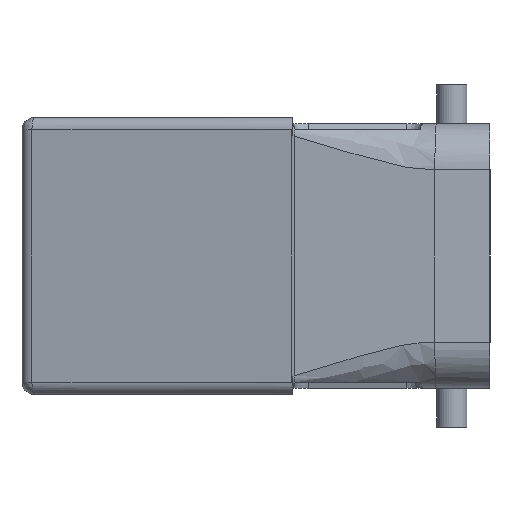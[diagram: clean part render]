
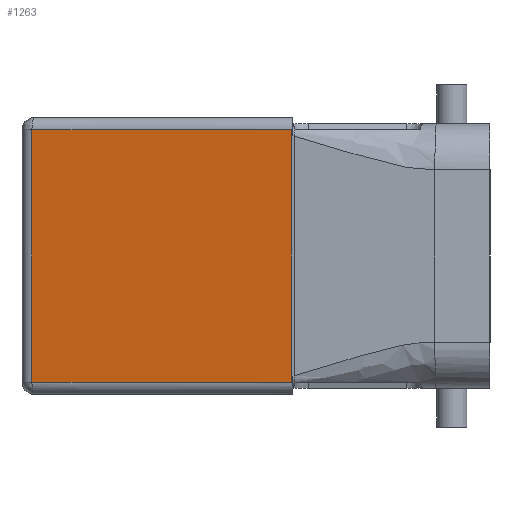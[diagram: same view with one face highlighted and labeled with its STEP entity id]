
A CAD part, left-side view. The second image highlights one B-rep face of the part: STEP entity #1263.
In plain terms, the highlighted planar face has unit normal (-0.982, 0.191, 0).
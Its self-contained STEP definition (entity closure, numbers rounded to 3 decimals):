
#1263=ADVANCED_FACE('',(#1643),#1463,.T.);
#1463=PLANE('',#5254);
#1643=FACE_OUTER_BOUND('',#1873,.T.);
#1873=EDGE_LOOP('',(#2645,#2646,#2647,#2648));
#2645=ORIENTED_EDGE('',*,*,#3904,.T.);
#2646=ORIENTED_EDGE('',*,*,#3905,.T.);
#2647=ORIENTED_EDGE('',*,*,#3906,.T.);
#2648=ORIENTED_EDGE('',*,*,#3907,.T.);
#3398=VERTEX_POINT('',#7858);
#3399=VERTEX_POINT('',#7859);
#3400=VERTEX_POINT('',#7861);
#3401=VERTEX_POINT('',#7863);
#3904=EDGE_CURVE('',#3398,#3399,#4409,.T.);
#3905=EDGE_CURVE('',#3399,#3400,#4410,.T.);
#3906=EDGE_CURVE('',#3400,#3401,#4411,.T.);
#3907=EDGE_CURVE('',#3401,#3398,#4412,.T.);
#4409=LINE('',#7857,#4824);
#4410=LINE('',#7860,#4825);
#4411=LINE('',#7862,#4826);
#4412=LINE('',#7864,#4827);
#4824=VECTOR('',#6054,1.);
#4825=VECTOR('',#6055,1.);
#4826=VECTOR('',#6056,1.);
#4827=VECTOR('',#6057,1.);
#5254=AXIS2_PLACEMENT_3D('',#7865,#6058,#6059);
#6054=DIRECTION('',(0.,0.,-1.));
#6055=DIRECTION('',(-0.191,-0.982,0.));
#6056=DIRECTION('',(0.,0.,1.));
#6057=DIRECTION('',(0.191,0.982,0.));
#6058=DIRECTION('',(-0.982,0.191,0.));
#6059=DIRECTION('',(-0.191,-0.982,0.));
#7857=CARTESIAN_POINT('',(-50.012,65.382,20.5));
#7858=CARTESIAN_POINT('',(-50.012,65.382,20.5));
#7859=CARTESIAN_POINT('',(-50.012,65.382,-20.5));
#7860=CARTESIAN_POINT('',(-50.012,65.382,-20.5));
#7861=CARTESIAN_POINT('',(-58.195,23.285,-20.5));
#7862=CARTESIAN_POINT('',(-58.195,23.285,-20.5));
#7863=CARTESIAN_POINT('',(-58.195,23.285,20.5));
#7864=CARTESIAN_POINT('',(-58.195,23.285,20.5));
#7865=CARTESIAN_POINT('',(-49.251,69.298,-22.6));
